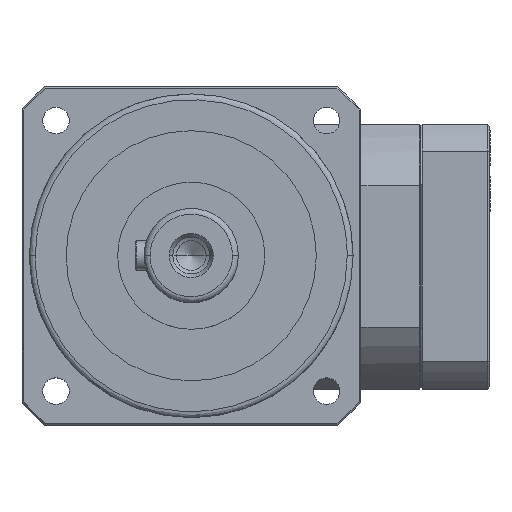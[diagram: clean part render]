
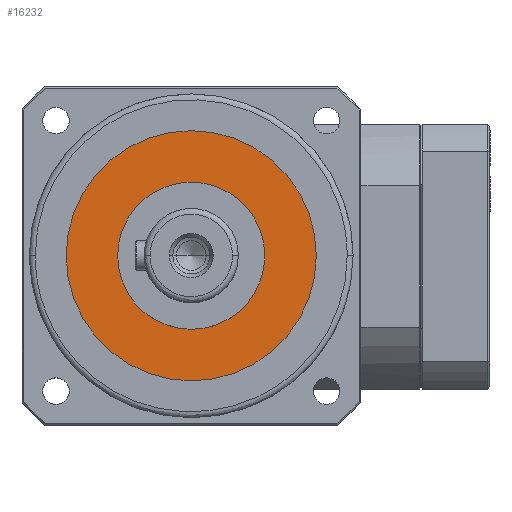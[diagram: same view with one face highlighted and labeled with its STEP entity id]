
A CAD part, top view. The second image highlights one B-rep face of the part: STEP entity #16232.
In plain terms, the highlighted planar face has unit normal (0, 0, 1).
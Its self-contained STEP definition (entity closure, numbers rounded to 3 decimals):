
#564 = DIRECTION ( 'NONE',  ( -1., 0., 0. ) ) ;
#1018 = DIRECTION ( 'NONE',  ( 0., 0., 1. ) ) ;
#2389 = ORIENTED_EDGE ( 'NONE', *, *, #17523, .T. ) ;
#2401 = AXIS2_PLACEMENT_3D ( 'NONE', #22423, #11655, #564 ) ;
#3404 = VERTEX_POINT ( 'NONE', #10717 ) ;
#3552 = VERTEX_POINT ( 'NONE', #5548 ) ;
#4401 = CARTESIAN_POINT ( 'NONE',  ( -25., 0., 159.99 ) ) ;
#5035 = CIRCLE ( 'NONE', #17972, 25. ) ;
#5046 = FACE_OUTER_BOUND ( 'NONE', #21392, .T. ) ;
#5548 = CARTESIAN_POINT ( 'NONE',  ( -42.5, 0., 159.99 ) ) ;
#6581 = AXIS2_PLACEMENT_3D ( 'NONE', #7291, #19978, #9171 ) ;
#7291 = CARTESIAN_POINT ( 'NONE',  ( 0., 0., 159.99 ) ) ;
#7535 = VERTEX_POINT ( 'NONE', #10132 ) ;
#8203 = AXIS2_PLACEMENT_3D ( 'NONE', #9640, #22187, #11415 ) ;
#9171 = DIRECTION ( 'NONE',  ( 1., 0., 0. ) ) ;
#9640 = CARTESIAN_POINT ( 'NONE',  ( 0., 0., 159.99 ) ) ;
#9974 = EDGE_CURVE ( 'NONE', #3552, #3404, #17375, .T. ) ;
#10120 = DIRECTION ( 'NONE',  ( 0., 0., -1. ) ) ;
#10132 = CARTESIAN_POINT ( 'NONE',  ( 25., 0., 159.99 ) ) ;
#10717 = CARTESIAN_POINT ( 'NONE',  ( 42.5, 0., 159.99 ) ) ;
#10915 = PLANE ( 'NONE',  #6581 ) ;
#11415 = DIRECTION ( 'NONE',  ( -1., 0., 0. ) ) ;
#11655 = DIRECTION ( 'NONE',  ( 0., 0., -1. ) ) ;
#11753 = ORIENTED_EDGE ( 'NONE', *, *, #9974, .T. ) ;
#12118 = CARTESIAN_POINT ( 'NONE',  ( 0., 0., 159.99 ) ) ;
#12357 = EDGE_CURVE ( 'NONE', #19960, #7535, #5035, .T. ) ;
#13759 = EDGE_LOOP ( 'NONE', ( #18890, #2389 ) ) ;
#13902 = DIRECTION ( 'NONE',  ( -1., 0., 0. ) ) ;
#14772 = FACE_BOUND ( 'NONE', #13759, .T. ) ;
#15404 = AXIS2_PLACEMENT_3D ( 'NONE', #12118, #1018, #13902 ) ;
#16232 = ADVANCED_FACE ( 'NONE', ( #5046, #14772 ), #10915, .T. ) ;
#17375 = CIRCLE ( 'NONE', #8203, 42.5 ) ;
#17514 = CIRCLE ( 'NONE', #2401, 25. ) ;
#17523 = EDGE_CURVE ( 'NONE', #7535, #19960, #17514, .T. ) ;
#17972 = AXIS2_PLACEMENT_3D ( 'NONE', #20907, #10120, #22649 ) ;
#18890 = ORIENTED_EDGE ( 'NONE', *, *, #12357, .T. ) ;
#19960 = VERTEX_POINT ( 'NONE', #4401 ) ;
#19978 = DIRECTION ( 'NONE',  ( 0., 0., 1. ) ) ;
#20907 = CARTESIAN_POINT ( 'NONE',  ( 0., 0., 159.99 ) ) ;
#21392 = EDGE_LOOP ( 'NONE', ( #11753, #22302 ) ) ;
#21395 = CIRCLE ( 'NONE', #15404, 42.5 ) ;
#22173 = EDGE_CURVE ( 'NONE', #3404, #3552, #21395, .T. ) ;
#22187 = DIRECTION ( 'NONE',  ( 0., 0., 1. ) ) ;
#22302 = ORIENTED_EDGE ( 'NONE', *, *, #22173, .T. ) ;
#22423 = CARTESIAN_POINT ( 'NONE',  ( 0., 0., 159.99 ) ) ;
#22649 = DIRECTION ( 'NONE',  ( -1., 0., 0. ) ) ;
